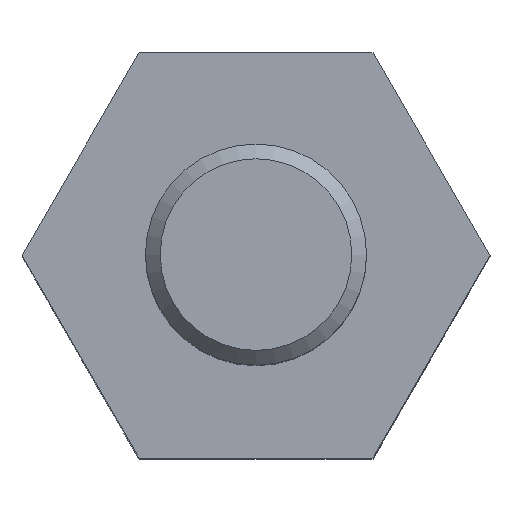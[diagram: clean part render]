
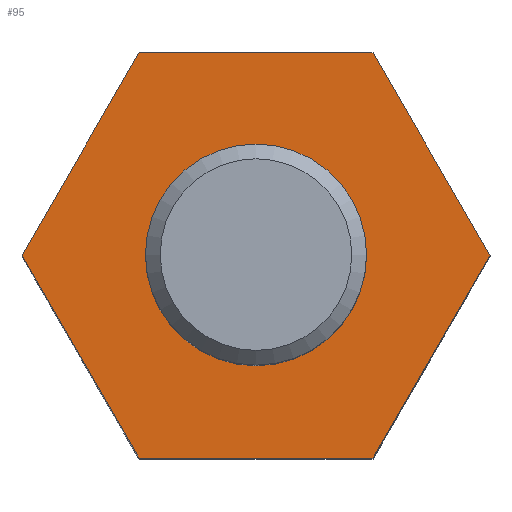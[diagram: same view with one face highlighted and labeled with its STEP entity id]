
A CAD part, top view. The second image highlights one B-rep face of the part: STEP entity #95.
In plain terms, the highlighted planar face has unit normal (0, 0, 1).
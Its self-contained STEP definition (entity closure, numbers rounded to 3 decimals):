
#95 = ADVANCED_FACE( '', ( #196, #197 ), #198, .T. );
#196 = FACE_BOUND( '', #290, .T. );
#197 = FACE_OUTER_BOUND( '', #291, .T. );
#198 = PLANE( '', #292 );
#290 = EDGE_LOOP( '', ( #465 ) );
#291 = EDGE_LOOP( '', ( #466, #467, #468, #469, #470, #471 ) );
#292 = AXIS2_PLACEMENT_3D( '', #472, #473, #474 );
#465 = ORIENTED_EDGE( '', *, *, #511, .T. );
#466 = ORIENTED_EDGE( '', *, *, #496, .T. );
#467 = ORIENTED_EDGE( '', *, *, #517, .T. );
#468 = ORIENTED_EDGE( '', *, *, #504, .T. );
#469 = ORIENTED_EDGE( '', *, *, #543, .T. );
#470 = ORIENTED_EDGE( '', *, *, #487, .T. );
#471 = ORIENTED_EDGE( '', *, *, #534, .T. );
#472 = CARTESIAN_POINT( '', ( 0., 0., 10. ) );
#473 = DIRECTION( '', ( 0., 0., 1. ) );
#474 = DIRECTION( '', ( 1., 0., 0. ) );
#487 = EDGE_CURVE( '', #560, #558, #561, .T. );
#496 = EDGE_CURVE( '', #574, #572, #575, .T. );
#504 = EDGE_CURVE( '', #586, #584, #587, .T. );
#511 = EDGE_CURVE( '', #597, #597, #598, .F. );
#517 = EDGE_CURVE( '', #572, #586, #606, .T. );
#534 = EDGE_CURVE( '', #558, #574, #629, .T. );
#543 = EDGE_CURVE( '', #584, #560, #638, .T. );
#558 = VERTEX_POINT( '', #674 );
#560 = VERTEX_POINT( '', #677 );
#561 = LINE( '', #678, #679 );
#572 = VERTEX_POINT( '', #710 );
#574 = VERTEX_POINT( '', #713 );
#575 = LINE( '', #714, #715 );
#584 = VERTEX_POINT( '', #739 );
#586 = VERTEX_POINT( '', #742 );
#587 = LINE( '', #743, #744 );
#597 = VERTEX_POINT( '', #760 );
#598 = CIRCLE( '', #761, 1.267 );
#606 = LINE( '', #776, #777 );
#629 = LINE( '', #805, #806 );
#638 = LINE( '', #820, #821 );
#674 = CARTESIAN_POINT( '', ( 3.175, 0., 10. ) );
#677 = CARTESIAN_POINT( '', ( 1.588, -2.75, 10. ) );
#678 = CARTESIAN_POINT( '', ( 1.588, -2.75, 10. ) );
#679 = VECTOR( '', #829, 1000. );
#710 = CARTESIAN_POINT( '', ( -1.588, 2.75, 10. ) );
#713 = CARTESIAN_POINT( '', ( 1.588, 2.75, 10. ) );
#714 = CARTESIAN_POINT( '', ( 1.588, 2.75, 10. ) );
#715 = VECTOR( '', #835, 1000. );
#739 = CARTESIAN_POINT( '', ( -1.588, -2.75, 10. ) );
#742 = CARTESIAN_POINT( '', ( -3.175, 0., 10. ) );
#743 = CARTESIAN_POINT( '', ( -3.175, 0., 10. ) );
#744 = VECTOR( '', #841, 1000. );
#760 = CARTESIAN_POINT( '', ( 1.267, 0., 10. ) );
#761 = AXIS2_PLACEMENT_3D( '', #849, #850, #851 );
#776 = CARTESIAN_POINT( '', ( -1.588, 2.75, 10. ) );
#777 = VECTOR( '', #858, 1000. );
#805 = CARTESIAN_POINT( '', ( 3.175, 0., 10. ) );
#806 = VECTOR( '', #880, 1000. );
#820 = CARTESIAN_POINT( '', ( -1.588, -2.75, 10. ) );
#821 = VECTOR( '', #887, 1000. );
#829 = DIRECTION( '', ( 0.5, 0.866, 0. ) );
#835 = DIRECTION( '', ( -1., 0., 0. ) );
#841 = DIRECTION( '', ( 0.5, -0.866, 0. ) );
#849 = CARTESIAN_POINT( '', ( 0., 0., 10. ) );
#850 = DIRECTION( '', ( 0., 0., 1. ) );
#851 = DIRECTION( '', ( 1., 0., 0. ) );
#858 = DIRECTION( '', ( -0.5, -0.866, 0. ) );
#880 = DIRECTION( '', ( -0.5, 0.866, 0. ) );
#887 = DIRECTION( '', ( 1., 0., 0. ) );
